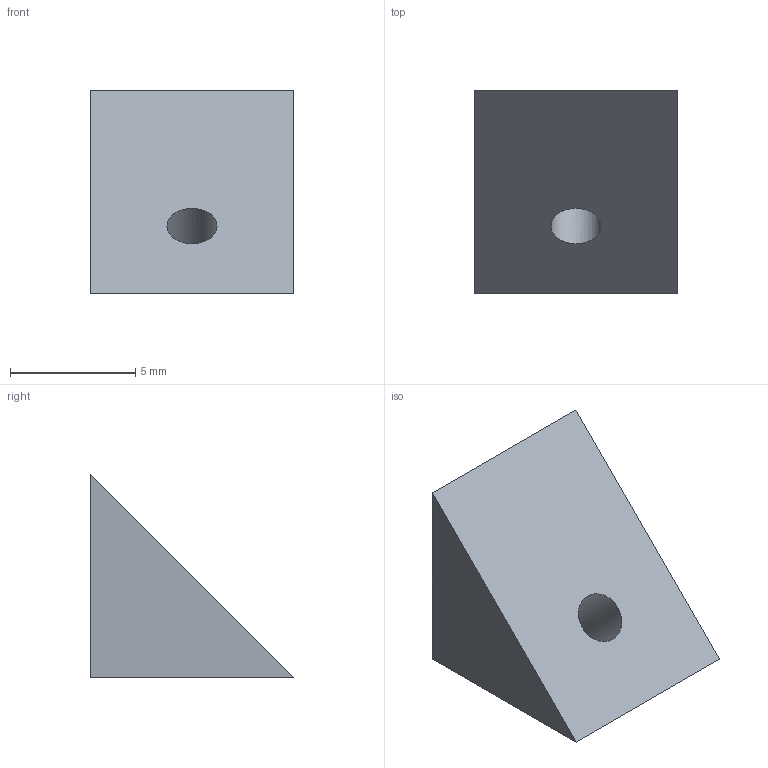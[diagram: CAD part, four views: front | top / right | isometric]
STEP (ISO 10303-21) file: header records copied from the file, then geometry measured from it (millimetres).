
FILE_DESCRIPTION(/* description */ (''),/* implementation_level */ '2;1');
FILE_NAME(/* name */ 'wedge.ipt.step',/* time_stamp */ '2016-03-31T16:34:50-07:00',/* author */ ('finger_food'),/* organization */ (''),/* preprocessor_version */ 'ST-DEVELOPER v16.1',/* originating_system */ 'Autodesk Inventor 2016',/* authorisation */ '');
FILE_SCHEMA (('AUTOMOTIVE_DESIGN { 1 0 10303 214 3 1 1 }'));
Length unit declared in the file: inch
Products named in the file (1): wedge
Bounding box: 8.13 x 8.13 x 8.13 mm (x, y, z)
Volume: 256.5 mm3; surface area: 308.1 mm2
Topology: 1 solids, 1 shells, 6 faces, 13 edges, 9 vertices
Faces by surface type: plane 5, cylinder 1
Full cylindrical faces by diameter (mm): 2 x1
Entity records: 183 total; most frequent: DIRECTION 27, CARTESIAN_POINT 26, ORIENTED_EDGE 22, EDGE_CURVE 11, LINE 9, VECTOR 9, EDGE_LOOP 9, AXIS2_PLACEMENT_3D 9
